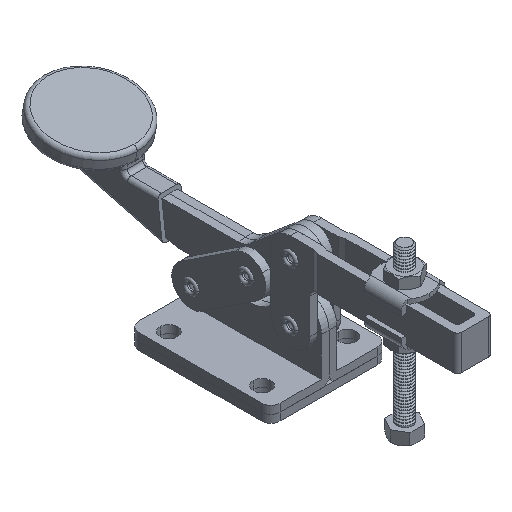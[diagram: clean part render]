
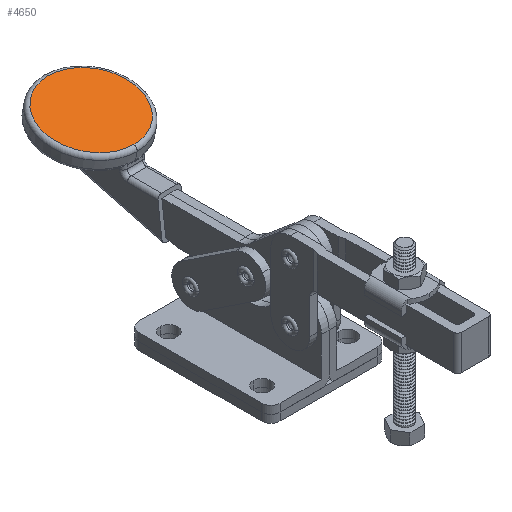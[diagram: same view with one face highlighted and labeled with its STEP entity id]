
A CAD part, isometric view. The second image highlights one B-rep face of the part: STEP entity #4650.
In plain terms, the highlighted planar face has unit normal (0, -0.189, 0.982).
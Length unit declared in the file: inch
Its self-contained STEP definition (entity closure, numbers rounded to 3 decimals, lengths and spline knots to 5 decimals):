
#4650=ADVANCED_FACE('',(#9510),#9511,.T.);
#9510=FACE_OUTER_BOUND('',#15408,.T.);
#9511=PLANE('',#15409);
#15408=EDGE_LOOP('',(#23438,#23439));
#15409=AXIS2_PLACEMENT_3D('',#23440,#23441,#23442);
#23438=ORIENTED_EDGE('',*,*,#25454,.F.);
#23439=ORIENTED_EDGE('',*,*,#25438,.F.);
#23440=CARTESIAN_POINT('',(0.,0.97555,1.19678));
#23441=DIRECTION('',(0.,-0.189,0.982));
#23442=DIRECTION('',(0.,-0.982,-0.189));
#25438=EDGE_CURVE('',#27182,#27178,#27184,.T.);
#25454=EDGE_CURVE('',#27178,#27182,#27207,.T.);
#27178=VERTEX_POINT('',#29592);
#27182=VERTEX_POINT('',#29596);
#27184=CIRCLE('',#29598,0.44291);
#27207=CIRCLE('',#29632,0.44291);
#29592=CARTESIAN_POINT('',(0.,0.54065,1.11288));
#29596=CARTESIAN_POINT('',(0.,1.41044,1.28067));
#29598=AXIS2_PLACEMENT_3D('',#32771,#32772,#32773);
#29632=AXIS2_PLACEMENT_3D('',#32788,#32789,#32790);
#32771=CARTESIAN_POINT('',(0.,0.97555,1.19678));
#32772=DIRECTION('',(0.,0.189,-0.982));
#32773=DIRECTION('',(0.,-0.982,-0.189));
#32788=CARTESIAN_POINT('',(0.,0.97555,1.19678));
#32789=DIRECTION('',(0.,0.189,-0.982));
#32790=DIRECTION('',(0.,-0.982,-0.189));
